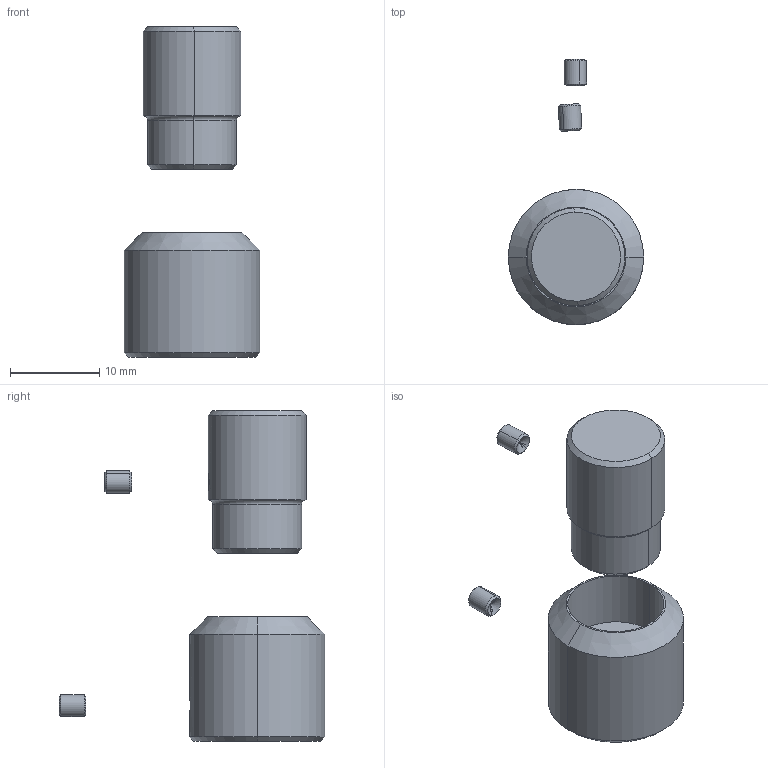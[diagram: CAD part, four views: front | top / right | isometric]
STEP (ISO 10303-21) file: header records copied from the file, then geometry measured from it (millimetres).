
FILE_DESCRIPTION (( 'STEP AP203' ), '1' );
FILE_NAME ('E37 knobs Set assemly.STEP', '2019-01-25T03:00:11', ( '' ), ( '' ), 'SwSTEP 2.0', 'SolidWorks 2016', '' );
FILE_SCHEMA (( 'CONFIG_CONTROL_DESIGN' ));
Length unit declared in the file: millimetre
Products named in the file (4): precise knob; E37 knobs Set assemly; M2.5 SET SCREW; normal knob
Assembly tree (4 placements, depth 2):
  E37 knobs Set assemly
    M2.5 SET SCREW  x2
    normal knob
    precise knob
Bounding box: 15.2 x 29.84 x 37.12 mm (x, y, z)
Volume: 2908.7 mm3; surface area: 2216.1 mm2
Topology: 4 solids, 4 shells, 81 faces, 176 edges, 99 vertices
Faces by surface type: cylinder 32, cone 26, plane 21, torus 2
Entity records: 2126 total; most frequent: CARTESIAN_POINT 416, DIRECTION 288, ORIENTED_EDGE 248, EDGE_CURVE 124, AXIS2_PLACEMENT_3D 112, VERTEX_POINT 72, EDGE_LOOP 66, VECTOR 64
